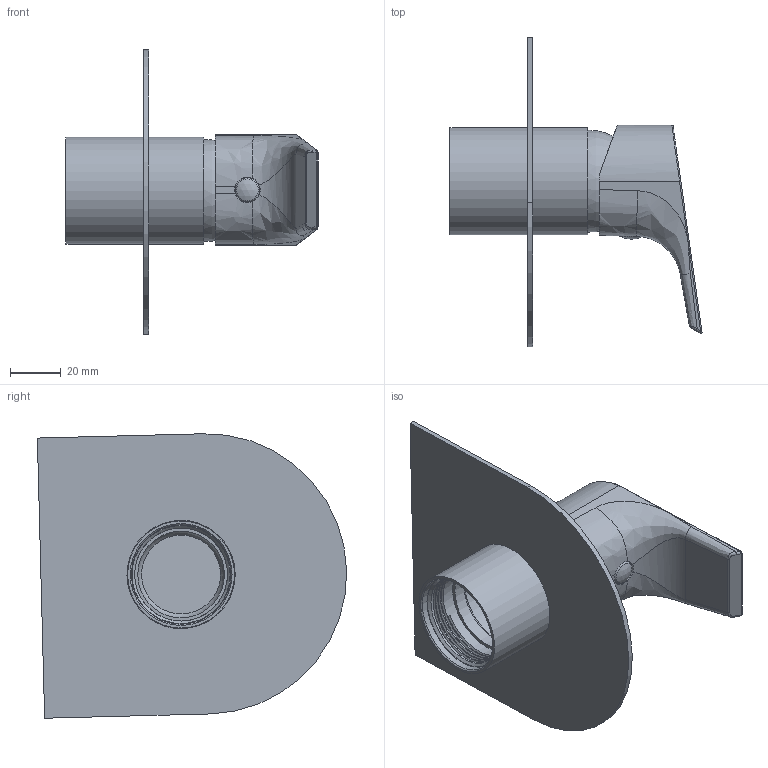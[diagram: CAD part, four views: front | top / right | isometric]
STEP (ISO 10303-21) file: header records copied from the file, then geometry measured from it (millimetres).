
FILE_DESCRIPTION (( 'STEP AP203' ), '1' );
FILE_NAME ('21DP02418.STEP', '2021-03-22T09:28:43', ( '' ), ( '' ), 'SwSTEP 2.0', 'SolidWorks 2018', '' );
FILE_SCHEMA (( 'CONFIG_CONTROL_DESIGN' ));
Length unit declared in the file: millimetre
Products named in the file (1): 21DP02418
Bounding box: 98.91 x 121.38 x 111.65 mm (x, y, z)
Volume: 56891.8 mm3; surface area: 54917 mm2
Topology: 5 solids, 5 shells, 112 faces, 273 edges, 178 vertices
Faces by surface type: plane 39, cylinder 34, bspline 18, cone 15, torus 3, sphere 3
Full cylindrical faces by diameter (mm): 6.8 x1, 9.5 x1, 10 x1, 31 x1, 34 x1, 35.8 x1, 36.5 x5, 37 x1, 39 x2, 42 x1, 42.5 x1
Entity records: 6287 total; most frequent: CARTESIAN_POINT 4070, ORIENTED_EDGE 462, DIRECTION 372, EDGE_CURVE 231, VERTEX_POINT 161, AXIS2_PLACEMENT_3D 154, EDGE_LOOP 142, FACE_OUTER_BOUND 122
